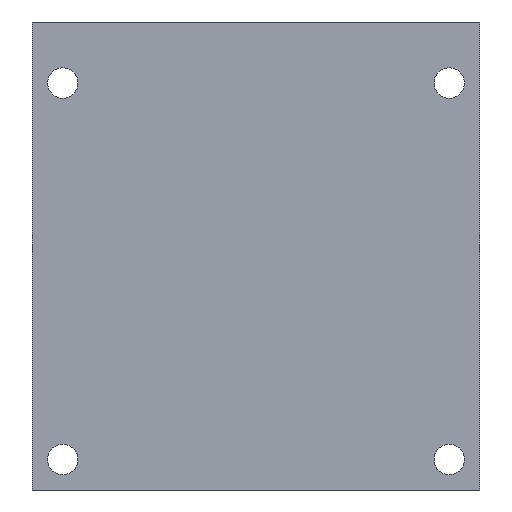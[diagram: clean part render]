
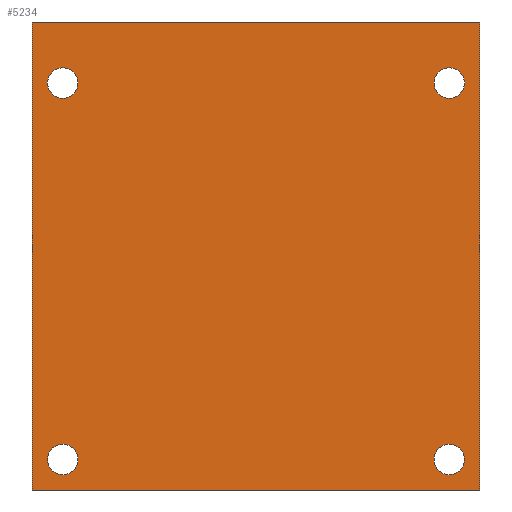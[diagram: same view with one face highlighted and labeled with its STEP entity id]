
A CAD part, front view. The second image highlights one B-rep face of the part: STEP entity #5234.
In plain terms, the highlighted planar face has unit normal (0, -1, 0).
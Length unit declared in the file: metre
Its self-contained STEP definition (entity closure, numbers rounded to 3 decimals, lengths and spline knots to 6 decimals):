
#227=LINE('',#8413,#913);
#228=LINE('',#8416,#914);
#229=LINE('',#8418,#915);
#230=LINE('',#8420,#916);
#913=VECTOR('',#6917,1.);
#914=VECTOR('',#6918,1.);
#915=VECTOR('',#6919,1.);
#916=VECTOR('',#6920,1.);
#1621=ORIENTED_EDGE('',*,*,#3049,.F.);
#1622=ORIENTED_EDGE('',*,*,#3050,.F.);
#1623=ORIENTED_EDGE('',*,*,#3051,.F.);
#1624=ORIENTED_EDGE('',*,*,#3052,.F.);
#1625=ORIENTED_EDGE('',*,*,#3053,.T.);
#1626=ORIENTED_EDGE('',*,*,#3054,.T.);
#1627=ORIENTED_EDGE('',*,*,#3055,.T.);
#1628=ORIENTED_EDGE('',*,*,#3056,.T.);
#3049=EDGE_CURVE('',#3761,#3762,#227,.T.);
#3050=EDGE_CURVE('',#3763,#3761,#228,.T.);
#3051=EDGE_CURVE('',#3764,#3763,#229,.T.);
#3052=EDGE_CURVE('',#3762,#3764,#230,.T.);
#3053=EDGE_CURVE('',#3765,#3765,#4071,.T.);
#3054=EDGE_CURVE('',#3766,#3766,#4072,.T.);
#3055=EDGE_CURVE('',#3767,#3767,#4073,.T.);
#3056=EDGE_CURVE('',#3768,#3768,#4074,.T.);
#3761=VERTEX_POINT('',#8414);
#3762=VERTEX_POINT('',#8415);
#3763=VERTEX_POINT('',#8417);
#3764=VERTEX_POINT('',#8419);
#3765=VERTEX_POINT('',#8422);
#3766=VERTEX_POINT('',#8424);
#3767=VERTEX_POINT('',#8426);
#3768=VERTEX_POINT('',#8428);
#4071=CIRCLE('',#6389,0.0015);
#4072=CIRCLE('',#6390,0.0015);
#4073=CIRCLE('',#6391,0.0015);
#4074=CIRCLE('',#6392,0.0015);
#4140=EDGE_LOOP('',(#1621,#1622,#1623,#1624));
#4141=EDGE_LOOP('',(#1625));
#4142=EDGE_LOOP('',(#1626));
#4143=EDGE_LOOP('',(#1627));
#4144=EDGE_LOOP('',(#1628));
#4502=FACE_BOUND('',#4140,.T.);
#4503=FACE_BOUND('',#4141,.T.);
#4504=FACE_BOUND('',#4142,.T.);
#4505=FACE_BOUND('',#4143,.T.);
#4506=FACE_BOUND('',#4144,.T.);
#4827=PLANE('',#6388);
#5234=ADVANCED_FACE('',(#4502,#4503,#4504,#4505,#4506),#4827,.F.);
#6388=AXIS2_PLACEMENT_3D('',#8412,#6915,#6916);
#6389=AXIS2_PLACEMENT_3D('',#8421,#6921,#6922);
#6390=AXIS2_PLACEMENT_3D('',#8423,#6923,#6924);
#6391=AXIS2_PLACEMENT_3D('',#8425,#6925,#6926);
#6392=AXIS2_PLACEMENT_3D('',#8427,#6927,#6928);
#6915=DIRECTION('',(0.,1.,0.));
#6916=DIRECTION('',(0.,0.,1.));
#6917=DIRECTION('',(0.,0.,-1.));
#6918=DIRECTION('',(1.,0.,0.));
#6919=DIRECTION('',(0.,0.,1.));
#6920=DIRECTION('',(-1.,0.,0.));
#6921=DIRECTION('',(0.,1.,0.));
#6922=DIRECTION('',(0.,0.,1.));
#6923=DIRECTION('',(0.,1.,0.));
#6924=DIRECTION('',(0.,0.,1.));
#6925=DIRECTION('',(0.,1.,0.));
#6926=DIRECTION('',(0.,0.,-1.));
#6927=DIRECTION('',(0.,1.,0.));
#6928=DIRECTION('',(0.,0.,-1.));
#8412=CARTESIAN_POINT('',(0.,0.,0.));
#8413=CARTESIAN_POINT('',(0.022,0.,-0.023));
#8414=CARTESIAN_POINT('',(0.022,0.,0.023));
#8415=CARTESIAN_POINT('',(0.022,0.,-0.023));
#8416=CARTESIAN_POINT('',(-0.022,0.,0.023));
#8417=CARTESIAN_POINT('',(-0.022,0.,0.023));
#8418=CARTESIAN_POINT('',(-0.022,0.,-0.023));
#8419=CARTESIAN_POINT('',(-0.022,0.,-0.023));
#8420=CARTESIAN_POINT('',(-0.022,0.,-0.023));
#8421=CARTESIAN_POINT('',(-0.019,0.,-0.02));
#8422=CARTESIAN_POINT('',(-0.019,0.,-0.0185));
#8423=CARTESIAN_POINT('',(-0.019,0.,0.017));
#8424=CARTESIAN_POINT('',(-0.019,0.,0.0185));
#8425=CARTESIAN_POINT('',(0.019,0.,0.017));
#8426=CARTESIAN_POINT('',(0.019,0.,0.0155));
#8427=CARTESIAN_POINT('',(0.019,0.,-0.02));
#8428=CARTESIAN_POINT('',(0.019,0.,-0.0215));
